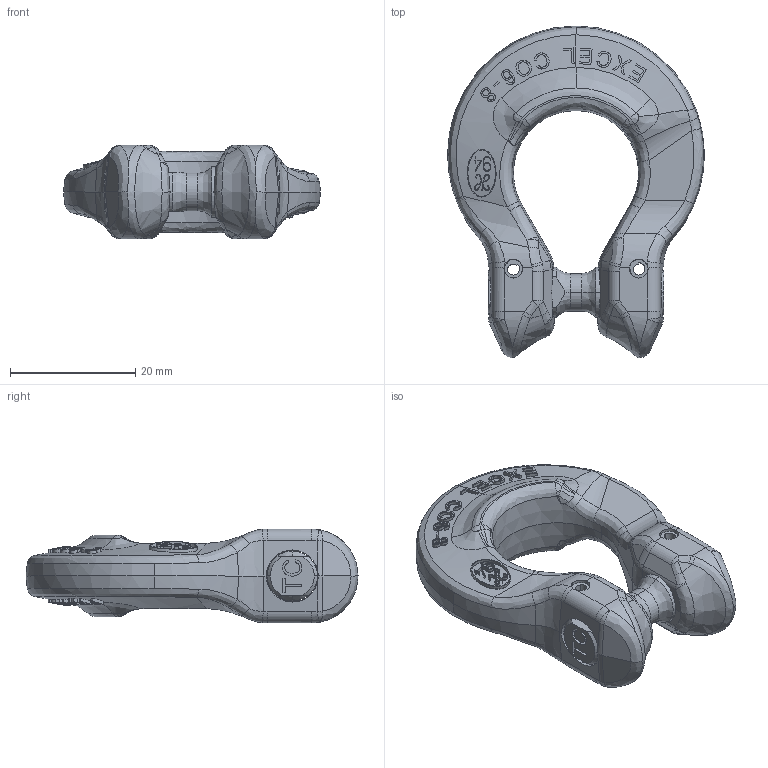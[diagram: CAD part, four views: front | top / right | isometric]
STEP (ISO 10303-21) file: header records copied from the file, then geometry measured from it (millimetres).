
FILE_DESCRIPTION(('STEP AP214'),'1');
FILE_NAME('co5j.stp','2018-02-28T09:13:49',('TraceParts'),('TraceParts S.A.'),'Spatial InterOp 3D',' ',' ');
FILE_SCHEMA(('automotive_design'));
Length unit declared in the file: millimetre
Products named in the file (4): co5j_1; co5j_2; co5j_3; co5j_4
Bounding box: 41 x 52.98 x 15 mm (x, y, z)
Volume: 10973.2 mm3; surface area: 6181.1 mm2
Topology: 4 solids, 4 shells, 730 faces, 1884 edges, 1170 vertices
Faces by surface type: bspline 373, plane 232, cylinder 83, cone 42
Entity records: 43971 total; most frequent: CARTESIAN_POINT 23722, ORIENTED_EDGE 3716, EDGE_CURVE 1858, DIRECTION 1757, VERTEX_POINT 1170, B_SPLINE_CURVE_WITH_KNOTS 1013, EDGE_LOOP 780, STYLED_ITEM 734
